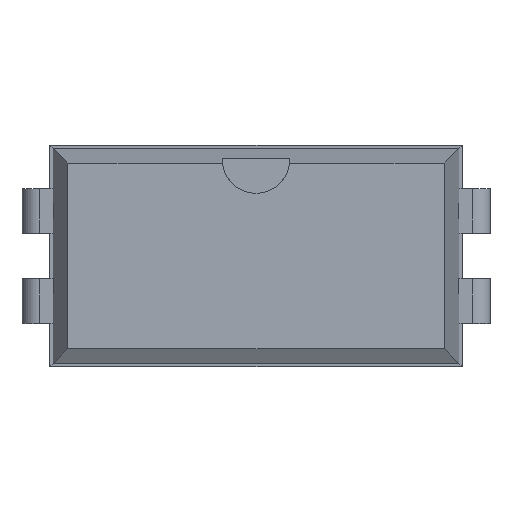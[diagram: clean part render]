
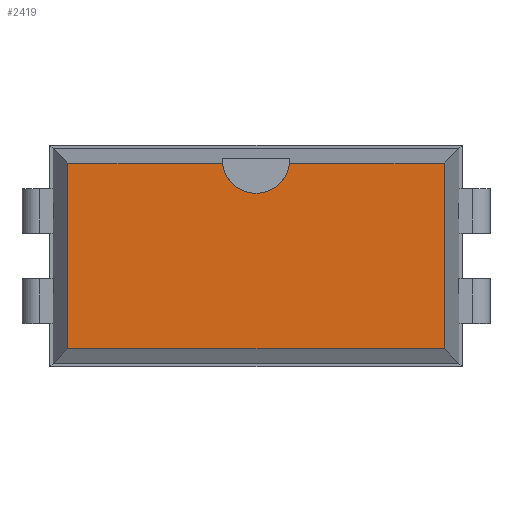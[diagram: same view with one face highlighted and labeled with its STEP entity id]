
A CAD part, top view. The second image highlights one B-rep face of the part: STEP entity #2419.
In plain terms, the highlighted planar face has unit normal (0, 0, 1).
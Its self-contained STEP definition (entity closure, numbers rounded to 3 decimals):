
#1321 = VERTEX_POINT('',#1322);
#1322 = CARTESIAN_POINT('',(9.268,0.796,3.68));
#1327 = EDGE_CURVE('',#1328,#1321,#1330,.T.);
#1328 = VERTEX_POINT('',#1329);
#1329 = CARTESIAN_POINT('',(9.268,-3.336,3.68));
#1330 = LINE('',#1331,#1332);
#1331 = CARTESIAN_POINT('',(9.268,-3.336,3.68));
#1332 = VECTOR('',#1333,1.);
#1333 = DIRECTION('',(0.,1.,0.));
#1687 = VERTEX_POINT('',#1688);
#1688 = CARTESIAN_POINT('',(0.892,0.796,3.68));
#1693 = EDGE_CURVE('',#1694,#1687,#1696,.T.);
#1694 = VERTEX_POINT('',#1695);
#1695 = CARTESIAN_POINT('',(4.334,0.796,3.68));
#1696 = LINE('',#1697,#1698);
#1697 = CARTESIAN_POINT('',(9.268,0.796,3.68));
#1698 = VECTOR('',#1699,1.);
#1699 = DIRECTION('',(-1.,0.,0.));
#1914 = VERTEX_POINT('',#1915);
#1915 = CARTESIAN_POINT('',(5.826,0.796,3.68));
#2019 = EDGE_CURVE('',#1321,#1914,#2020,.T.);
#2020 = LINE('',#2021,#2022);
#2021 = CARTESIAN_POINT('',(9.268,0.796,3.68));
#2022 = VECTOR('',#2023,1.);
#2023 = DIRECTION('',(-1.,0.,0.));
#2049 = VERTEX_POINT('',#2050);
#2050 = CARTESIAN_POINT('',(0.892,-3.336,3.68));
#2055 = EDGE_CURVE('',#1687,#2049,#2056,.T.);
#2056 = LINE('',#2057,#2058);
#2057 = CARTESIAN_POINT('',(0.892,0.796,3.68));
#2058 = VECTOR('',#2059,1.);
#2059 = DIRECTION('',(0.,-1.,0.));
#2408 = EDGE_CURVE('',#2049,#1328,#2409,.T.);
#2409 = LINE('',#2410,#2411);
#2410 = CARTESIAN_POINT('',(0.892,-3.336,3.68));
#2411 = VECTOR('',#2412,1.);
#2412 = DIRECTION('',(1.,0.,0.));
#2419 = ADVANCED_FACE('',(#2420),#2443,.F.);
#2420 = FACE_BOUND('',#2421,.F.);
#2421 = EDGE_LOOP('',(#2422,#2423,#2424,#2425,#2426,#2435,#2442));
#2422 = ORIENTED_EDGE('',*,*,#1327,.F.);
#2423 = ORIENTED_EDGE('',*,*,#2408,.F.);
#2424 = ORIENTED_EDGE('',*,*,#2055,.F.);
#2425 = ORIENTED_EDGE('',*,*,#1693,.F.);
#2426 = ORIENTED_EDGE('',*,*,#2427,.F.);
#2427 = EDGE_CURVE('',#2428,#1694,#2430,.T.);
#2428 = VERTEX_POINT('',#2429);
#2429 = CARTESIAN_POINT('',(5.08,0.121,3.68));
#2430 = CIRCLE('',#2431,0.75);
#2431 = AXIS2_PLACEMENT_3D('',#2432,#2433,#2434);
#2432 = CARTESIAN_POINT('',(5.08,0.871,3.68));
#2433 = DIRECTION('',(0.,0.,-1.));
#2434 = DIRECTION('',(0.,-1.,0.));
#2435 = ORIENTED_EDGE('',*,*,#2436,.F.);
#2436 = EDGE_CURVE('',#1914,#2428,#2437,.T.);
#2437 = CIRCLE('',#2438,0.75);
#2438 = AXIS2_PLACEMENT_3D('',#2439,#2440,#2441);
#2439 = CARTESIAN_POINT('',(5.08,0.871,3.68));
#2440 = DIRECTION('',(0.,0.,-1.));
#2441 = DIRECTION('',(0.,-1.,0.));
#2442 = ORIENTED_EDGE('',*,*,#2019,.F.);
#2443 = PLANE('',#2444);
#2444 = AXIS2_PLACEMENT_3D('',#2445,#2446,#2447);
#2445 = CARTESIAN_POINT('',(9.268,-3.336,3.68));
#2446 = DIRECTION('',(0.,0.,-1.));
#2447 = DIRECTION('',(-0.897,0.442,0.));
